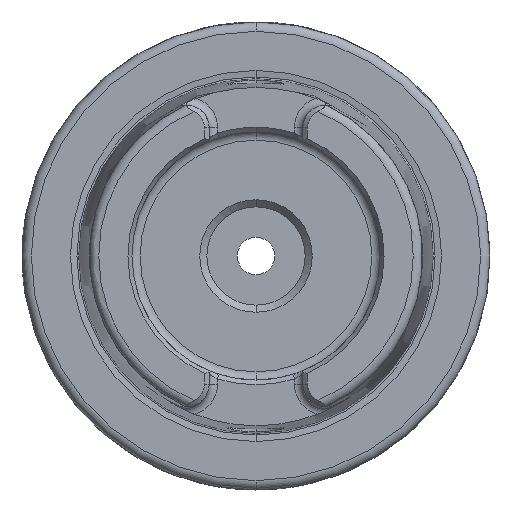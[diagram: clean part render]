
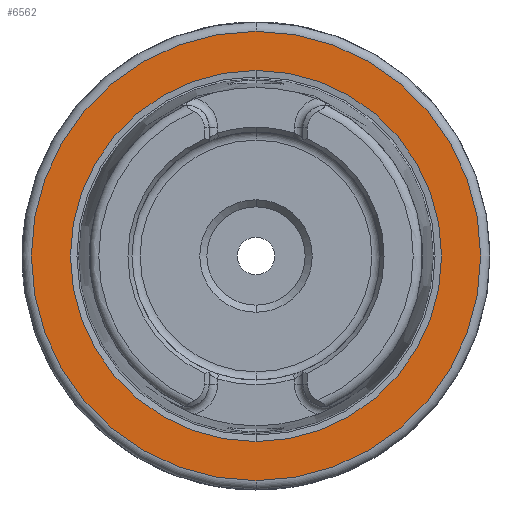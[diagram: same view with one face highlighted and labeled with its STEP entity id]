
A CAD part, left-side view. The second image highlights one B-rep face of the part: STEP entity #6562.
In plain terms, the highlighted planar face has unit normal (-1, 0, 0).
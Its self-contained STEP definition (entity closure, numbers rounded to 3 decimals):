
#401 = CIRCLE ( 'NONE', #6553, 48. ) ;
#486 = CIRCLE ( 'NONE', #6576, 39.647 ) ;
#488 = EDGE_CURVE ( 'NONE', #5883, #1254, #486, .T. ) ;
#503 = EDGE_CURVE ( 'NONE', #1329, #4956, #401, .T. ) ;
#1207 = CARTESIAN_POINT ( 'NONE',  ( 0., 0., 39.647 ) ) ;
#1254 = VERTEX_POINT ( 'NONE', #1207 ) ;
#1268 = ORIENTED_EDGE ( 'NONE', *, *, #4235, .T. ) ;
#1329 = VERTEX_POINT ( 'NONE', #5356 ) ;
#1524 = ORIENTED_EDGE ( 'NONE', *, *, #488, .T. ) ;
#1577 = ORIENTED_EDGE ( 'NONE', *, *, #4267, .F. ) ;
#1623 = DIRECTION ( 'NONE',  ( 0., 0., -1. ) ) ;
#1655 = DIRECTION ( 'NONE',  ( 1., 0., 0. ) ) ;
#1657 = CARTESIAN_POINT ( 'NONE',  ( 0., 0., 0. ) ) ;
#1778 = ORIENTED_EDGE ( 'NONE', *, *, #503, .F. ) ;
#1945 = DIRECTION ( 'NONE',  ( 0., 0., -1. ) ) ;
#1954 = DIRECTION ( 'NONE',  ( 1., 0., 0. ) ) ;
#1988 = CARTESIAN_POINT ( 'NONE',  ( 0., 0., 0. ) ) ;
#2699 = DIRECTION ( 'NONE',  ( 0., 0., 1. ) ) ;
#2709 = DIRECTION ( 'NONE',  ( -1., 0., 0. ) ) ;
#2725 = CARTESIAN_POINT ( 'NONE',  ( 0., 39.647, 0. ) ) ;
#2762 = PLANE ( 'NONE',  #3703 ) ;
#3703 = AXIS2_PLACEMENT_3D ( 'NONE', #2725, #2709, #2699 ) ;
#3982 = CARTESIAN_POINT ( 'NONE',  ( 0., 0., 0. ) ) ;
#4189 = DIRECTION ( 'NONE',  ( 1., 0., 0. ) ) ;
#4235 = EDGE_CURVE ( 'NONE', #1254, #5883, #8627, .T. ) ;
#4242 = DIRECTION ( 'NONE',  ( 0., 0., -1. ) ) ;
#4267 = EDGE_CURVE ( 'NONE', #4956, #1329, #7254, .T. ) ;
#4491 = EDGE_LOOP ( 'NONE', ( #1268, #1524 ) ) ;
#4855 = CARTESIAN_POINT ( 'NONE',  ( 0., 0., -39.647 ) ) ;
#4956 = VERTEX_POINT ( 'NONE', #7305 ) ;
#5019 = EDGE_LOOP ( 'NONE', ( #1577, #1778 ) ) ;
#5044 = FACE_BOUND ( 'NONE', #4491, .T. ) ;
#5147 = FACE_OUTER_BOUND ( 'NONE', #5019, .T. ) ;
#5356 = CARTESIAN_POINT ( 'NONE',  ( 0., 0., 48. ) ) ;
#5466 = CARTESIAN_POINT ( 'NONE',  ( 0., 0., 0. ) ) ;
#5661 = DIRECTION ( 'NONE',  ( 0., 0., -1. ) ) ;
#5703 = DIRECTION ( 'NONE',  ( 1., 0., 0. ) ) ;
#5883 = VERTEX_POINT ( 'NONE', #4855 ) ;
#6053 = AXIS2_PLACEMENT_3D ( 'NONE', #1657, #1655, #1623 ) ;
#6139 = AXIS2_PLACEMENT_3D ( 'NONE', #1988, #1954, #1945 ) ;
#6553 = AXIS2_PLACEMENT_3D ( 'NONE', #5466, #5703, #5661 ) ;
#6562 = ADVANCED_FACE ( 'NONE', ( #5044, #5147 ), #2762, .T. ) ;
#6576 = AXIS2_PLACEMENT_3D ( 'NONE', #3982, #4189, #4242 ) ;
#7254 = CIRCLE ( 'NONE', #6053, 48. ) ;
#7305 = CARTESIAN_POINT ( 'NONE',  ( 0., 0., -48. ) ) ;
#8627 = CIRCLE ( 'NONE', #6139, 39.647 ) ;
